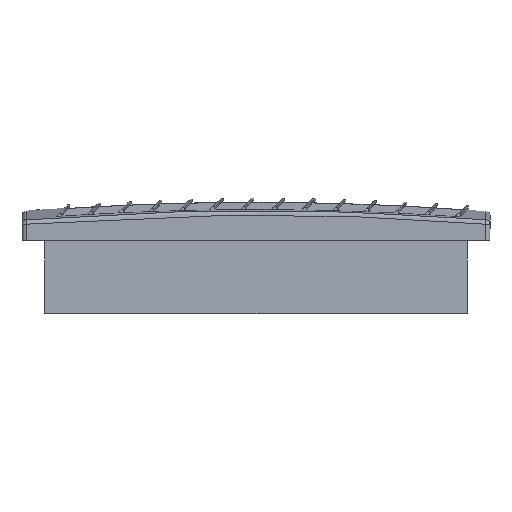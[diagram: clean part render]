
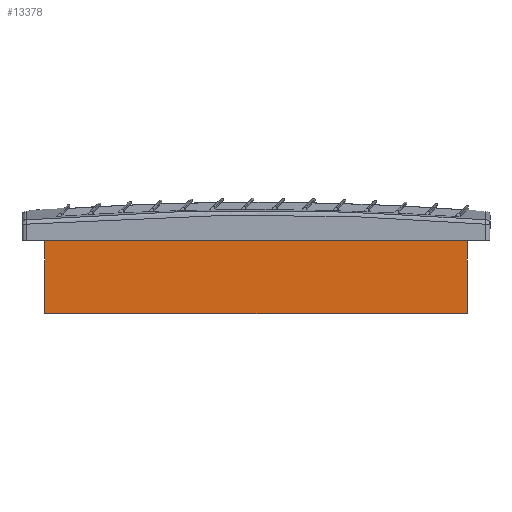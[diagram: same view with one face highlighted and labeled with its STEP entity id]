
A CAD part, left-side view. The second image highlights one B-rep face of the part: STEP entity #13378.
In plain terms, the highlighted planar face has unit normal (-1, 0, 0).
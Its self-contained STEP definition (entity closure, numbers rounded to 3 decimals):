
#156 = LINE ( 'NONE', #6965, #19131 ) ;
#1307 = EDGE_LOOP ( 'NONE', ( #23004, #12229, #3261, #16523 ) ) ;
#1726 = DIRECTION ( 'NONE',  ( 0., 1., 0. ) ) ;
#2188 = FACE_OUTER_BOUND ( 'NONE', #1307, .T. ) ;
#3000 = PLANE ( 'NONE',  #24606 ) ;
#3261 = ORIENTED_EDGE ( 'NONE', *, *, #17282, .F. ) ;
#3288 = CARTESIAN_POINT ( 'NONE',  ( 0., 0., -50. ) ) ;
#3738 = VERTEX_POINT ( 'NONE', #26476 ) ;
#3802 = VECTOR ( 'NONE', #1726, 1000. ) ;
#3870 = CARTESIAN_POINT ( 'NONE',  ( 0., 0., -50. ) ) ;
#5269 = CARTESIAN_POINT ( 'NONE',  ( 0., -291., -50. ) ) ;
#6965 = CARTESIAN_POINT ( 'NONE',  ( 0., 0., -50. ) ) ;
#8093 = EDGE_CURVE ( 'NONE', #10490, #26140, #21401, .T. ) ;
#8826 = VECTOR ( 'NONE', #20618, 1000. ) ;
#9170 = LINE ( 'NONE', #5269, #8826 ) ;
#10490 = VERTEX_POINT ( 'NONE', #17690 ) ;
#11510 = EDGE_CURVE ( 'NONE', #26140, #3738, #156, .T. ) ;
#12229 = ORIENTED_EDGE ( 'NONE', *, *, #8093, .F. ) ;
#12561 = CARTESIAN_POINT ( 'NONE',  ( 0., 0., -50. ) ) ;
#13124 = CARTESIAN_POINT ( 'NONE',  ( 0., -145.5, 0. ) ) ;
#13378 = ADVANCED_FACE ( 'NONE', ( #2188 ), #3000, .F. ) ;
#13518 = DIRECTION ( 'NONE',  ( 0., 0., 1. ) ) ;
#14906 = VERTEX_POINT ( 'NONE', #17513 ) ;
#16181 = LINE ( 'NONE', #13124, #27413 ) ;
#16523 = ORIENTED_EDGE ( 'NONE', *, *, #25860, .F. ) ;
#17282 = EDGE_CURVE ( 'NONE', #14906, #10490, #9170, .T. ) ;
#17513 = CARTESIAN_POINT ( 'NONE',  ( 0., -291., 0. ) ) ;
#17690 = CARTESIAN_POINT ( 'NONE',  ( 0., -291., -50. ) ) ;
#19131 = VECTOR ( 'NONE', #13518, 1000. ) ;
#20618 = DIRECTION ( 'NONE',  ( 0., 0., -1. ) ) ;
#21401 = LINE ( 'NONE', #12561, #3802 ) ;
#22593 = DIRECTION ( 'NONE',  ( 0., 1., 0. ) ) ;
#23004 = ORIENTED_EDGE ( 'NONE', *, *, #11510, .F. ) ;
#24025 = DIRECTION ( 'NONE',  ( 0., -1., 0. ) ) ;
#24606 = AXIS2_PLACEMENT_3D ( 'NONE', #3288, #26989, #22593 ) ;
#25860 = EDGE_CURVE ( 'NONE', #3738, #14906, #16181, .T. ) ;
#26140 = VERTEX_POINT ( 'NONE', #3870 ) ;
#26476 = CARTESIAN_POINT ( 'NONE',  ( 0., 0., 0. ) ) ;
#26989 = DIRECTION ( 'NONE',  ( 1., 0., 0. ) ) ;
#27413 = VECTOR ( 'NONE', #24025, 1000. ) ;
